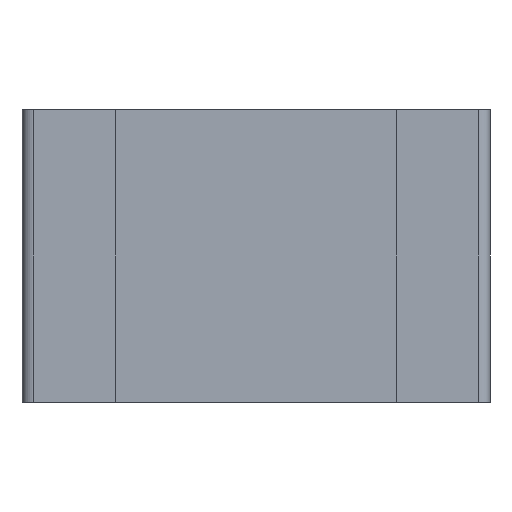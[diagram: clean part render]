
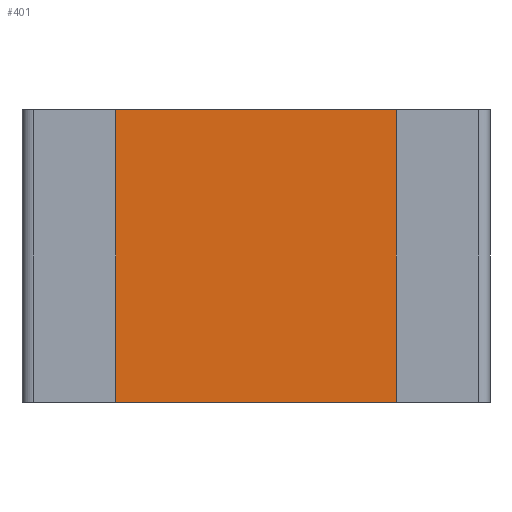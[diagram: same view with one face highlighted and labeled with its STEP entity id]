
A CAD part, front view. The second image highlights one B-rep face of the part: STEP entity #401.
In plain terms, the highlighted planar face has unit normal (0, -1, 0).
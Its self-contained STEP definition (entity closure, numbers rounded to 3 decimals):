
#401 = ADVANCED_FACE ( 'NONE', ( #4158 ), #6082, .F. ) ;
#634 = LINE ( 'NONE', #2559, #2023 ) ;
#840 = AXIS2_PLACEMENT_3D ( 'NONE', #6251, #5792, #3869 ) ;
#909 = DIRECTION ( 'NONE',  ( -1., 0., 0. ) ) ;
#1373 = ORIENTED_EDGE ( 'NONE', *, *, #4056, .F. ) ;
#1494 = VERTEX_POINT ( 'NONE', #2290 ) ;
#1555 = VECTOR ( 'NONE', #2864, 1000. ) ;
#1788 = VERTEX_POINT ( 'NONE', #2655 ) ;
#1902 = EDGE_CURVE ( 'NONE', #1494, #1788, #634, .T. ) ;
#1992 = LINE ( 'NONE', #6265, #1555 ) ;
#2023 = VECTOR ( 'NONE', #4509, 1000. ) ;
#2234 = CARTESIAN_POINT ( 'NONE',  ( -0.95, 0.05, -0.625 ) ) ;
#2290 = CARTESIAN_POINT ( 'NONE',  ( 0.95, 0.05, 0.625 ) ) ;
#2392 = DIRECTION ( 'NONE',  ( 0., 0., 1. ) ) ;
#2455 = CARTESIAN_POINT ( 'NONE',  ( -0.95, 0.05, -0.625 ) ) ;
#2559 = CARTESIAN_POINT ( 'NONE',  ( 0.95, 0.05, -0.625 ) ) ;
#2655 = CARTESIAN_POINT ( 'NONE',  ( 0.95, 0.05, -0.625 ) ) ;
#2864 = DIRECTION ( 'NONE',  ( 1., 0., 0. ) ) ;
#2969 = VECTOR ( 'NONE', #909, 1000. ) ;
#3402 = CARTESIAN_POINT ( 'NONE',  ( -0.95, 0.05, 0.625 ) ) ;
#3502 = VERTEX_POINT ( 'NONE', #2234 ) ;
#3667 = VECTOR ( 'NONE', #2392, 1000. ) ;
#3676 = EDGE_CURVE ( 'NONE', #1788, #3502, #5206, .T. ) ;
#3790 = CARTESIAN_POINT ( 'NONE',  ( -0.95, 0.05, -0.625 ) ) ;
#3869 = DIRECTION ( 'NONE',  ( 0., 0., 1. ) ) ;
#3876 = LINE ( 'NONE', #2455, #3667 ) ;
#4056 = EDGE_CURVE ( 'NONE', #3502, #5763, #3876, .T. ) ;
#4158 = FACE_OUTER_BOUND ( 'NONE', #6264, .T. ) ;
#4509 = DIRECTION ( 'NONE',  ( 0., 0., -1. ) ) ;
#4528 = ORIENTED_EDGE ( 'NONE', *, *, #5702, .F. ) ;
#4627 = ORIENTED_EDGE ( 'NONE', *, *, #3676, .F. ) ;
#5206 = LINE ( 'NONE', #3790, #2969 ) ;
#5702 = EDGE_CURVE ( 'NONE', #5763, #1494, #1992, .T. ) ;
#5721 = ORIENTED_EDGE ( 'NONE', *, *, #1902, .F. ) ;
#5763 = VERTEX_POINT ( 'NONE', #3402 ) ;
#5792 = DIRECTION ( 'NONE',  ( 0., 1., 0. ) ) ;
#6082 = PLANE ( 'NONE',  #840 ) ;
#6251 = CARTESIAN_POINT ( 'NONE',  ( 0., 0.05, 0. ) ) ;
#6264 = EDGE_LOOP ( 'NONE', ( #1373, #4627, #5721, #4528 ) ) ;
#6265 = CARTESIAN_POINT ( 'NONE',  ( -0.95, 0.05, 0.625 ) ) ;
